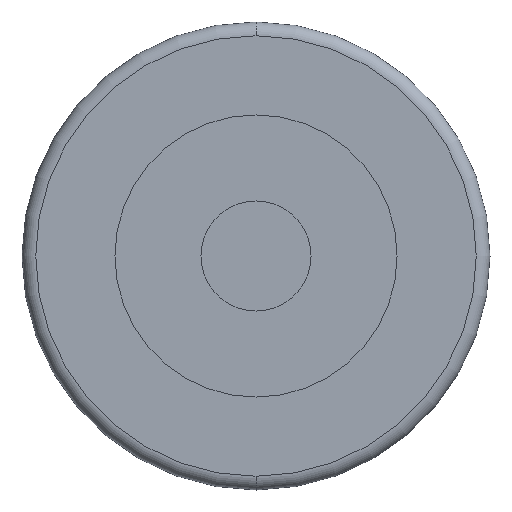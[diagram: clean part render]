
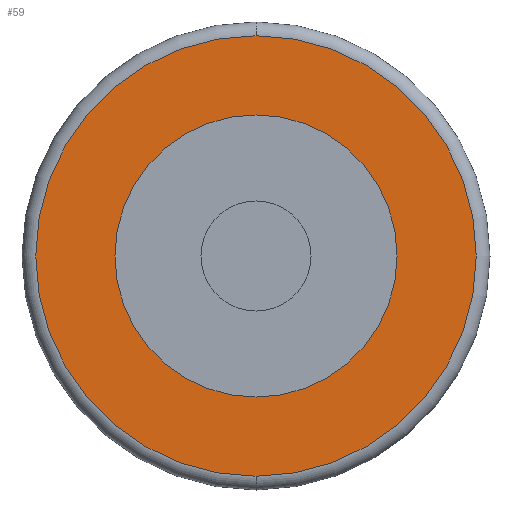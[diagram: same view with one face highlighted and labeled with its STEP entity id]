
A CAD part, front view. The second image highlights one B-rep face of the part: STEP entity #59.
In plain terms, the highlighted planar face has unit normal (0, -1, 0).
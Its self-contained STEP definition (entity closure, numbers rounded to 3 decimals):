
#4 = CIRCLE ( 'NONE', #287, 20.5 ) ;
#13 = CIRCLE ( 'NONE', #294, 32. ) ;
#22 = VERTEX_POINT ( 'NONE', #657 ) ;
#29 = VERTEX_POINT ( 'NONE', #665 ) ;
#59 = ADVANCED_FACE ( 'NONE', ( #223, #409 ), #627, .T. ) ;
#69 = ORIENTED_EDGE ( 'NONE', *, *, #344, .F. ) ;
#137 = CARTESIAN_POINT ( 'NONE',  ( 0., 0., 32. ) ) ;
#166 = DIRECTION ( 'NONE',  ( 0., 0., -1. ) ) ;
#177 = DIRECTION ( 'NONE',  ( 0., -1., 0. ) ) ;
#182 = CARTESIAN_POINT ( 'NONE',  ( 0., 0., 0. ) ) ;
#188 = DIRECTION ( 'NONE',  ( 0., -1., 0. ) ) ;
#190 = CARTESIAN_POINT ( 'NONE',  ( 0., 0., 0. ) ) ;
#192 = DIRECTION ( 'NONE',  ( 0., 0., -1. ) ) ;
#223 = FACE_OUTER_BOUND ( 'NONE', #456, .T. ) ;
#238 = CARTESIAN_POINT ( 'NONE',  ( 0., 0., -20.5 ) ) ;
#268 = AXIS2_PLACEMENT_3D ( 'NONE', #182, #177, #166 ) ;
#269 = AXIS2_PLACEMENT_3D ( 'NONE', #190, #188, #192 ) ;
#276 = ORIENTED_EDGE ( 'NONE', *, *, #384, .T. ) ;
#287 = AXIS2_PLACEMENT_3D ( 'NONE', #352, #369, #367 ) ;
#290 = EDGE_LOOP ( 'NONE', ( #405, #69 ) ) ;
#294 = AXIS2_PLACEMENT_3D ( 'NONE', #450, #433, #373 ) ;
#297 = ORIENTED_EDGE ( 'NONE', *, *, #338, .T. ) ;
#320 = CIRCLE ( 'NONE', #268, 32. ) ;
#338 = EDGE_CURVE ( 'NONE', #29, #425, #13, .T. ) ;
#344 = EDGE_CURVE ( 'NONE', #22, #365, #4, .T. ) ;
#352 = CARTESIAN_POINT ( 'NONE',  ( 0., 0., 0. ) ) ;
#365 = VERTEX_POINT ( 'NONE', #238 ) ;
#367 = DIRECTION ( 'NONE',  ( 0., 0., -1. ) ) ;
#369 = DIRECTION ( 'NONE',  ( 0., -1., 0. ) ) ;
#373 = DIRECTION ( 'NONE',  ( 0., 0., -1. ) ) ;
#382 = EDGE_CURVE ( 'NONE', #365, #22, #481, .T. ) ;
#384 = EDGE_CURVE ( 'NONE', #425, #29, #320, .T. ) ;
#405 = ORIENTED_EDGE ( 'NONE', *, *, #382, .F. ) ;
#409 = FACE_BOUND ( 'NONE', #290, .T. ) ;
#425 = VERTEX_POINT ( 'NONE', #137 ) ;
#433 = DIRECTION ( 'NONE',  ( 0., -1., 0. ) ) ;
#450 = CARTESIAN_POINT ( 'NONE',  ( 0., 0., 0. ) ) ;
#456 = EDGE_LOOP ( 'NONE', ( #297, #276 ) ) ;
#481 = CIRCLE ( 'NONE', #269, 20.5 ) ;
#536 = AXIS2_PLACEMENT_3D ( 'NONE', #622, #621, #618 ) ;
#618 = DIRECTION ( 'NONE',  ( 0., 0., -1. ) ) ;
#621 = DIRECTION ( 'NONE',  ( 0., -1., 0. ) ) ;
#622 = CARTESIAN_POINT ( 'NONE',  ( 20.5, 0., 0. ) ) ;
#627 = PLANE ( 'NONE',  #536 ) ;
#657 = CARTESIAN_POINT ( 'NONE',  ( 0., 0., 20.5 ) ) ;
#665 = CARTESIAN_POINT ( 'NONE',  ( 0., 0., -32. ) ) ;
